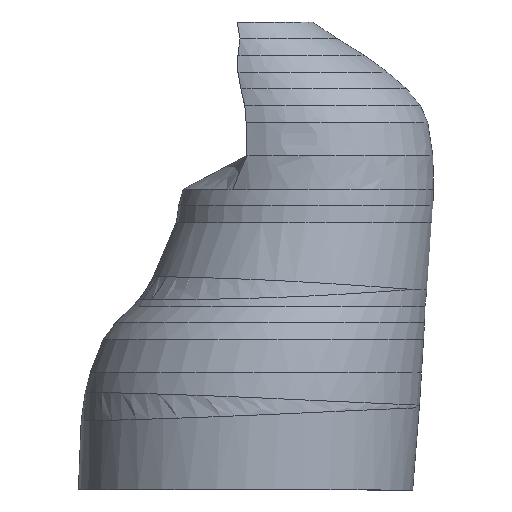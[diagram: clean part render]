
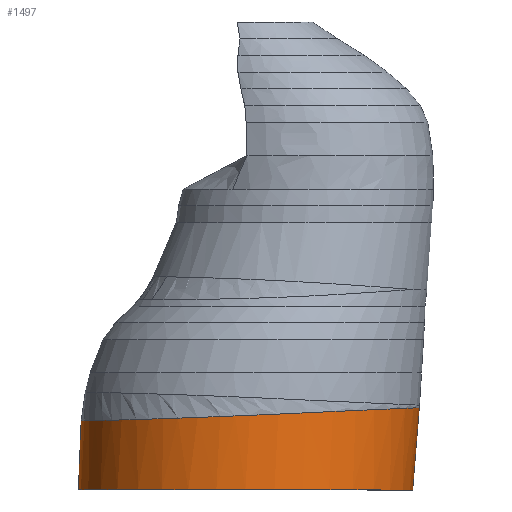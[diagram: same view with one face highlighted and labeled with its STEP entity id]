
A CAD part, front view. The second image highlights one B-rep face of the part: STEP entity #1497.
In plain terms, the highlighted free-form (B-spline) face has degree [1, 2] with [2, 9] control points.
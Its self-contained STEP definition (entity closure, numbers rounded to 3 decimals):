
#28=(
BOUNDED_SURFACE()
B_SPLINE_SURFACE(1,2,((#7587,#7588,#7589,#7590,#7591,#7592,#7593,#7594,
#7595),(#7596,#7597,#7598,#7599,#7600,#7601,#7602,#7603,#7604)),
 .UNSPECIFIED.,.F.,.T.,.F.)
B_SPLINE_SURFACE_WITH_KNOTS((2,2),(3,2,2,2,3),(-0.052,0.556),
(-3.142,-1.571,0.,1.571,3.142),
 .UNSPECIFIED.)
GEOMETRIC_REPRESENTATION_ITEM()
RATIONAL_B_SPLINE_SURFACE(((1.,0.707,1.,0.707,1.,
0.707,1.,0.707,1.),(1.,0.707,1.,0.707,
1.,0.707,1.,0.707,1.)))
REPRESENTATION_ITEM('')
SURFACE()
);
#169=FACE_OUTER_BOUND('',#248,.T.);
#248=EDGE_LOOP('',(#1406,#1407,#1408,#1409,#1410));
#383=B_SPLINE_CURVE_WITH_KNOTS('',3,(#7535,#7536,#7537,#7538,#7539,#7540,
#7541,#7542,#7543,#7544,#7545,#7546,#7547,#7548,#7549,#7550,#7551,#7552,
#7553,#7554,#7555,#7556),.UNSPECIFIED.,.F.,.F.,(4,1,1,1,1,1,1,1,1,1,1,1,
1,1,1,1,1,1,1,4),(-6.283,-6.059,-5.834,
-5.61,-5.386,-5.086,-4.787,
-4.488,-4.189,-3.89,-3.59,
-3.291,-3.142,-2.992,-2.842,
-2.693,-2.394,-2.094,-1.795,
-1.609),.UNSPECIFIED.);
#384=B_SPLINE_CURVE_WITH_KNOTS('',3,(#7557,#7558,#7559,#7560,#7561,#7562,
#7563,#7564,#7565,#7566),.UNSPECIFIED.,.F.,.F.,(4,1,1,1,1,1,1,4),(-1.609,
-1.496,-1.197,-0.898,-0.673,
-0.449,-0.224,0.),.UNSPECIFIED.);
#386=B_SPLINE_CURVE_WITH_KNOTS('',1,(#7607,#7608),.UNSPECIFIED.,.F.,.F.,
(2,2),(-0.496,-0.053),.UNSPECIFIED.);
#515=CIRCLE('',#1609,100.);
#688=VERTEX_POINT('',#7498);
#691=VERTEX_POINT('',#7534);
#692=VERTEX_POINT('',#7605);
#928=EDGE_CURVE('',#688,#691,#383,.T.);
#929=EDGE_CURVE('',#691,#688,#384,.T.);
#931=EDGE_CURVE('',#692,#692,#515,.T.);
#932=EDGE_CURVE('',#692,#691,#386,.T.);
#1406=ORIENTED_EDGE('',*,*,#931,.T.);
#1407=ORIENTED_EDGE('',*,*,#932,.T.);
#1408=ORIENTED_EDGE('',*,*,#928,.F.);
#1409=ORIENTED_EDGE('',*,*,#929,.F.);
#1410=ORIENTED_EDGE('',*,*,#932,.F.);
#1497=ADVANCED_FACE('',(#169),#28,.F.);
#1609=AXIS2_PLACEMENT_3D('',#7606,#1846,#1847);
#1846=DIRECTION('center_axis',(0.,0.,1.));
#1847=DIRECTION('ref_axis',(1.,0.,0.));
#7498=CARTESIAN_POINT('',(103.938,0.,49.219));
#7534=CARTESIAN_POINT('',(2.56,-100.894,44.676));
#7535=CARTESIAN_POINT('Ctrl Pts',(103.938,0.,
49.219));
#7536=CARTESIAN_POINT('Ctrl Pts',(103.938,8.653,49.219));
#7537=CARTESIAN_POINT('Ctrl Pts',(101.659,25.949,49.126));
#7538=CARTESIAN_POINT('Ctrl Pts',(92.24,49.113,48.731));
#7539=CARTESIAN_POINT('Ctrl Pts',(78.594,68.046,48.136));
#7540=CARTESIAN_POINT('Ctrl Pts',(60.461,84.1,47.315));
#7541=CARTESIAN_POINT('Ctrl Pts',(38.265,95.711,46.281));
#7542=CARTESIAN_POINT('Ctrl Pts',(12.567,101.542,45.1));
#7543=CARTESIAN_POINT('Ctrl Pts',(-13.936,100.704,43.967));
#7544=CARTESIAN_POINT('Ctrl Pts',(-40.485,92.678,42.963));
#7545=CARTESIAN_POINT('Ctrl Pts',(-65.554,76.502,42.151));
#7546=CARTESIAN_POINT('Ctrl Pts',(-86.425,51.447,41.575));
#7547=CARTESIAN_POINT('Ctrl Pts',(-96.763,23.844,41.324));
#7548=CARTESIAN_POINT('Ctrl Pts',(-98.877,-0.004,
41.273));
#7549=CARTESIAN_POINT('Ctrl Pts',(-97.286,-17.869,41.311));
#7550=CARTESIAN_POINT('Ctrl Pts',(-92.641,-34.9,41.424));
#7551=CARTESIAN_POINT('Ctrl Pts',(-82.936,-55.6,41.671));
#7552=CARTESIAN_POINT('Ctrl Pts',(-65.56,-76.511,42.151));
#7553=CARTESIAN_POINT('Ctrl Pts',(-40.484,-92.674,42.963));
#7554=CARTESIAN_POINT('Ctrl Pts',(-17.267,-99.698,43.841));
#7555=CARTESIAN_POINT('Ctrl Pts',(-2.918,-100.884,44.441));
#7556=CARTESIAN_POINT('Ctrl Pts',(2.56,-100.894,44.676));
#7557=CARTESIAN_POINT('Ctrl Pts',(2.56,-100.894,44.676));
#7558=CARTESIAN_POINT('Ctrl Pts',(5.865,-100.901,44.819));
#7559=CARTESIAN_POINT('Ctrl Pts',(17.907,-100.331,45.345));
#7560=CARTESIAN_POINT('Ctrl Pts',(38.262,-95.711,46.281));
#7561=CARTESIAN_POINT('Ctrl Pts',(60.462,-84.101,47.315));
#7562=CARTESIAN_POINT('Ctrl Pts',(78.592,-68.047,48.136));
#7563=CARTESIAN_POINT('Ctrl Pts',(92.24,-49.114,48.731));
#7564=CARTESIAN_POINT('Ctrl Pts',(101.659,-25.95,49.126));
#7565=CARTESIAN_POINT('Ctrl Pts',(103.938,-8.653,49.219));
#7566=CARTESIAN_POINT('Ctrl Pts',(103.938,0.,
49.219));
#7587=CARTESIAN_POINT('Ctrl Pts',(3.195,-101.105,55.261));
#7588=CARTESIAN_POINT('Ctrl Pts',(-97.548,-101.105,61.303));
#7589=CARTESIAN_POINT('Ctrl Pts',(-97.548,0.,
61.303));
#7590=CARTESIAN_POINT('Ctrl Pts',(-97.548,101.105,61.303));
#7591=CARTESIAN_POINT('Ctrl Pts',(3.195,101.105,55.261));
#7592=CARTESIAN_POINT('Ctrl Pts',(103.938,101.105,49.219));
#7593=CARTESIAN_POINT('Ctrl Pts',(103.938,0.,
49.219));
#7594=CARTESIAN_POINT('Ctrl Pts',(103.938,-101.105,49.219));
#7595=CARTESIAN_POINT('Ctrl Pts',(3.195,-101.105,55.261));
#7596=CARTESIAN_POINT('Ctrl Pts',(-0.48,-99.88,-6.003));
#7597=CARTESIAN_POINT('Ctrl Pts',(-100.001,-99.88,-0.034));
#7598=CARTESIAN_POINT('Ctrl Pts',(-100.001,0.,
-0.034));
#7599=CARTESIAN_POINT('Ctrl Pts',(-100.001,99.88,-0.034));
#7600=CARTESIAN_POINT('Ctrl Pts',(-0.48,99.88,-6.003));
#7601=CARTESIAN_POINT('Ctrl Pts',(99.042,99.88,-11.972));
#7602=CARTESIAN_POINT('Ctrl Pts',(99.042,0.,
-11.972));
#7603=CARTESIAN_POINT('Ctrl Pts',(99.042,-99.88,-11.972));
#7604=CARTESIAN_POINT('Ctrl Pts',(-0.48,-99.88,-6.003));
#7605=CARTESIAN_POINT('',(-0.12,-100.,0.));
#7606=CARTESIAN_POINT('Origin',(0.,0.,0.));
#7607=CARTESIAN_POINT('Ctrl Pts',(-0.12,-100.,
0.));
#7608=CARTESIAN_POINT('Ctrl Pts',(2.56,-100.893,44.677));
